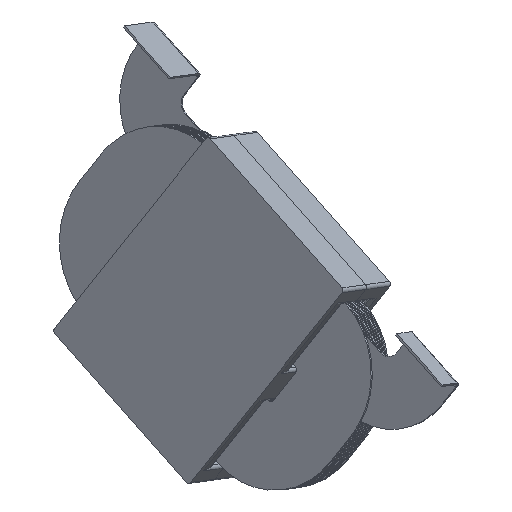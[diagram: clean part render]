
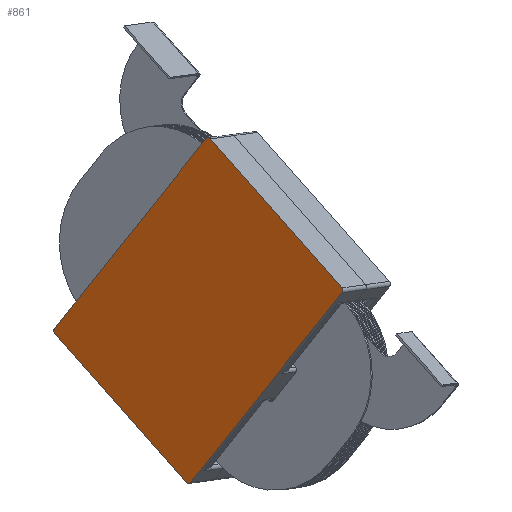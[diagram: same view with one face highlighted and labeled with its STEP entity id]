
A CAD part, front view. The second image highlights one B-rep face of the part: STEP entity #861.
In plain terms, the highlighted face is planar.
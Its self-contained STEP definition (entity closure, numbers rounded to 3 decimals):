
#86 = ORIENTED_EDGE ( 'NONE', *, *, #7107, .F. ) ;
#265 = EDGE_CURVE ( 'NONE', #3874, #1859, #6812, .T. ) ;
#267 = DIRECTION ( 'NONE',  ( -1., 0., 0. ) ) ;
#600 = CARTESIAN_POINT ( 'NONE',  ( 0., -31.2, -25.4 ) ) ;
#643 = VERTEX_POINT ( 'NONE', #5199 ) ;
#691 = DIRECTION ( 'NONE',  ( 0., 0., 1. ) ) ;
#718 = DIRECTION ( 'NONE',  ( -1., 0., 0. ) ) ;
#733 = VECTOR ( 'NONE', #2997, 1000. ) ;
#861 = ADVANCED_FACE ( 'NONE', ( #4500 ), #4834, .T. ) ;
#1076 = VERTEX_POINT ( 'NONE', #1818 ) ;
#1211 = CARTESIAN_POINT ( 'NONE',  ( 0., 31.2, -24.6 ) ) ;
#1249 = ORIENTED_EDGE ( 'NONE', *, *, #265, .T. ) ;
#1378 = VERTEX_POINT ( 'NONE', #6245 ) ;
#1527 = CARTESIAN_POINT ( 'NONE',  ( 0., -31.2, 24.6 ) ) ;
#1550 = CARTESIAN_POINT ( 'NONE',  ( 0., 31.2, 25.4 ) ) ;
#1802 = DIRECTION ( 'NONE',  ( 0., 0., -1. ) ) ;
#1818 = CARTESIAN_POINT ( 'NONE',  ( 0., 31.2, 25.4 ) ) ;
#1831 = EDGE_CURVE ( 'NONE', #6116, #643, #5381, .T. ) ;
#1859 = VERTEX_POINT ( 'NONE', #7465 ) ;
#2002 = DIRECTION ( 'NONE',  ( 0., -1., 0. ) ) ;
#2108 = CARTESIAN_POINT ( 'NONE',  ( 0., 32., 24.6 ) ) ;
#2204 = LINE ( 'NONE', #2108, #2558 ) ;
#2365 = CIRCLE ( 'NONE', #2765, 0.8 ) ;
#2418 = CARTESIAN_POINT ( 'NONE',  ( 0., -31.2, -24.6 ) ) ;
#2456 = DIRECTION ( 'NONE',  ( 0., 1., 0. ) ) ;
#2486 = EDGE_CURVE ( 'NONE', #1076, #2991, #3918, .T. ) ;
#2502 = DIRECTION ( 'NONE',  ( 0., 0., 1. ) ) ;
#2558 = VECTOR ( 'NONE', #6273, 1000. ) ;
#2720 = DIRECTION ( 'NONE',  ( 0., -1., 0. ) ) ;
#2765 = AXIS2_PLACEMENT_3D ( 'NONE', #2418, #718, #1802 ) ;
#2980 = VECTOR ( 'NONE', #2002, 1000. ) ;
#2991 = VERTEX_POINT ( 'NONE', #3625 ) ;
#2997 = DIRECTION ( 'NONE',  ( 0., 0., -1. ) ) ;
#3004 = ORIENTED_EDGE ( 'NONE', *, *, #4044, .T. ) ;
#3021 = EDGE_CURVE ( 'NONE', #2991, #3874, #2204, .T. ) ;
#3031 = ORIENTED_EDGE ( 'NONE', *, *, #6292, .F. ) ;
#3328 = DIRECTION ( 'NONE',  ( 0., -1., 0. ) ) ;
#3625 = CARTESIAN_POINT ( 'NONE',  ( 0., 32., 24.6 ) ) ;
#3630 = ORIENTED_EDGE ( 'NONE', *, *, #3021, .T. ) ;
#3634 = DIRECTION ( 'NONE',  ( -1., 0., 0. ) ) ;
#3649 = DIRECTION ( 'NONE',  ( -1., 0., 0. ) ) ;
#3874 = VERTEX_POINT ( 'NONE', #5021 ) ;
#3918 = CIRCLE ( 'NONE', #4055, 0.8 ) ;
#4044 = EDGE_CURVE ( 'NONE', #4050, #1378, #2365, .T. ) ;
#4050 = VERTEX_POINT ( 'NONE', #600 ) ;
#4055 = AXIS2_PLACEMENT_3D ( 'NONE', #7198, #3634, #691 ) ;
#4172 = ORIENTED_EDGE ( 'NONE', *, *, #7071, .T. ) ;
#4243 = ORIENTED_EDGE ( 'NONE', *, *, #2486, .T. ) ;
#4500 = FACE_OUTER_BOUND ( 'NONE', #4952, .T. ) ;
#4785 = AXIS2_PLACEMENT_3D ( 'NONE', #1211, #7180, #2456 ) ;
#4834 = PLANE ( 'NONE',  #6618 ) ;
#4863 = CARTESIAN_POINT ( 'NONE',  ( 0., 32., 25.4 ) ) ;
#4893 = LINE ( 'NONE', #6561, #733 ) ;
#4952 = EDGE_LOOP ( 'NONE', ( #3031, #6715, #86, #4243, #3630, #1249, #4172, #3004 ) ) ;
#5021 = CARTESIAN_POINT ( 'NONE',  ( 0., 32., -24.6 ) ) ;
#5199 = CARTESIAN_POINT ( 'NONE',  ( 0., -31.2, 25.4 ) ) ;
#5381 = CIRCLE ( 'NONE', #6724, 0.8 ) ;
#6116 = VERTEX_POINT ( 'NONE', #6854 ) ;
#6200 = CARTESIAN_POINT ( 'NONE',  ( 0., 31.2, -25.4 ) ) ;
#6245 = CARTESIAN_POINT ( 'NONE',  ( 0., -32., -24.6 ) ) ;
#6273 = DIRECTION ( 'NONE',  ( 0., 0., -1. ) ) ;
#6292 = EDGE_CURVE ( 'NONE', #6116, #1378, #4893, .T. ) ;
#6428 = LINE ( 'NONE', #6200, #2980 ) ;
#6561 = CARTESIAN_POINT ( 'NONE',  ( 0., -32., 24.6 ) ) ;
#6610 = VECTOR ( 'NONE', #3328, 1000. ) ;
#6618 = AXIS2_PLACEMENT_3D ( 'NONE', #4863, #3649, #2502 ) ;
#6715 = ORIENTED_EDGE ( 'NONE', *, *, #1831, .T. ) ;
#6724 = AXIS2_PLACEMENT_3D ( 'NONE', #1527, #267, #2720 ) ;
#6799 = LINE ( 'NONE', #1550, #6610 ) ;
#6812 = CIRCLE ( 'NONE', #4785, 0.8 ) ;
#6854 = CARTESIAN_POINT ( 'NONE',  ( 0., -32., 24.6 ) ) ;
#7071 = EDGE_CURVE ( 'NONE', #1859, #4050, #6428, .T. ) ;
#7107 = EDGE_CURVE ( 'NONE', #1076, #643, #6799, .T. ) ;
#7180 = DIRECTION ( 'NONE',  ( -1., 0., 0. ) ) ;
#7198 = CARTESIAN_POINT ( 'NONE',  ( 0., 31.2, 24.6 ) ) ;
#7465 = CARTESIAN_POINT ( 'NONE',  ( 0., 31.2, -25.4 ) ) ;
